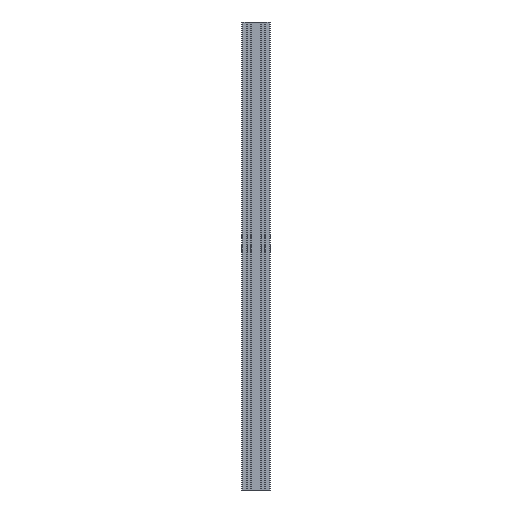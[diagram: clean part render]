
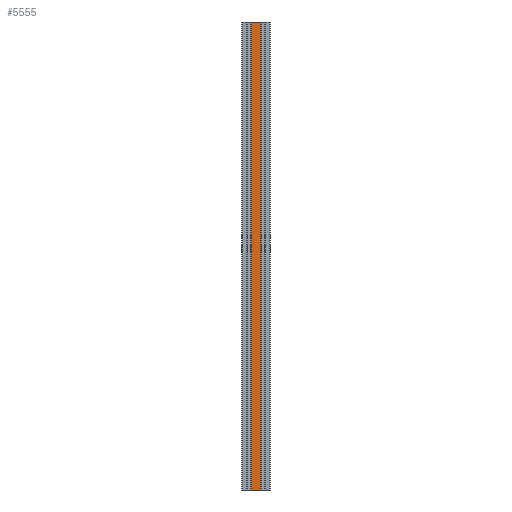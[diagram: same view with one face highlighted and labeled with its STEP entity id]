
A CAD part, front view. The second image highlights one B-rep face of the part: STEP entity #5555.
In plain terms, the highlighted planar face has unit normal (0, -1, 0).
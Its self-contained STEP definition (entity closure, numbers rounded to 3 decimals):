
#77 = CARTESIAN_POINT ( 'NONE',  ( -31.386, -159.125, 650. ) ) ;
#160 = LINE ( 'NONE', #5020, #9397 ) ;
#1093 = VERTEX_POINT ( 'NONE', #4221 ) ;
#1263 = EDGE_CURVE ( 'NONE', #6299, #1093, #3651, .T. ) ;
#1299 = ORIENTED_EDGE ( 'NONE', *, *, #5147, .T. ) ;
#2640 = DIRECTION ( 'NONE',  ( 0., 1., 0. ) ) ;
#2693 = DIRECTION ( 'NONE',  ( 0., 0., -1. ) ) ;
#2736 = VECTOR ( 'NONE', #6820, 1000. ) ;
#2796 = PLANE ( 'NONE',  #3418 ) ;
#2968 = VERTEX_POINT ( 'NONE', #3114 ) ;
#3114 = CARTESIAN_POINT ( 'NONE',  ( -31.386, -159.125, 650. ) ) ;
#3347 = DIRECTION ( 'NONE',  ( 0., 0., -1. ) ) ;
#3373 = CARTESIAN_POINT ( 'NONE',  ( -17.662, -159.125, 650. ) ) ;
#3418 = AXIS2_PLACEMENT_3D ( 'NONE', #6551, #2640, #5045 ) ;
#3651 = LINE ( 'NONE', #6926, #2736 ) ;
#3822 = EDGE_LOOP ( 'NONE', ( #7128, #4834, #6927, #1299 ) ) ;
#3893 = LINE ( 'NONE', #77, #4649 ) ;
#4221 = CARTESIAN_POINT ( 'NONE',  ( -17.662, -159.125, 0. ) ) ;
#4649 = VECTOR ( 'NONE', #10258, 1000. ) ;
#4834 = ORIENTED_EDGE ( 'NONE', *, *, #9466, .F. ) ;
#5020 = CARTESIAN_POINT ( 'NONE',  ( -31.386, -159.125, 650. ) ) ;
#5045 = DIRECTION ( 'NONE',  ( -1., 0., 0. ) ) ;
#5147 = EDGE_CURVE ( 'NONE', #2968, #6299, #160, .T. ) ;
#5555 = ADVANCED_FACE ( 'NONE', ( #9785 ), #2796, .F. ) ;
#5765 = EDGE_CURVE ( 'NONE', #2968, #7491, #3893, .T. ) ;
#5775 = CARTESIAN_POINT ( 'NONE',  ( -31.386, -159.125, 0. ) ) ;
#6299 = VERTEX_POINT ( 'NONE', #5775 ) ;
#6469 = CARTESIAN_POINT ( 'NONE',  ( -17.662, -159.125, 650. ) ) ;
#6551 = CARTESIAN_POINT ( 'NONE',  ( -31.386, -159.125, 650. ) ) ;
#6820 = DIRECTION ( 'NONE',  ( 1., 0., 0. ) ) ;
#6926 = CARTESIAN_POINT ( 'NONE',  ( -31.386, -159.125, 0. ) ) ;
#6927 = ORIENTED_EDGE ( 'NONE', *, *, #5765, .F. ) ;
#7128 = ORIENTED_EDGE ( 'NONE', *, *, #1263, .T. ) ;
#7491 = VERTEX_POINT ( 'NONE', #6469 ) ;
#8506 = VECTOR ( 'NONE', #2693, 1000. ) ;
#8950 = LINE ( 'NONE', #3373, #8506 ) ;
#9397 = VECTOR ( 'NONE', #3347, 1000. ) ;
#9466 = EDGE_CURVE ( 'NONE', #7491, #1093, #8950, .T. ) ;
#9785 = FACE_OUTER_BOUND ( 'NONE', #3822, .T. ) ;
#10258 = DIRECTION ( 'NONE',  ( 1., 0., 0. ) ) ;
